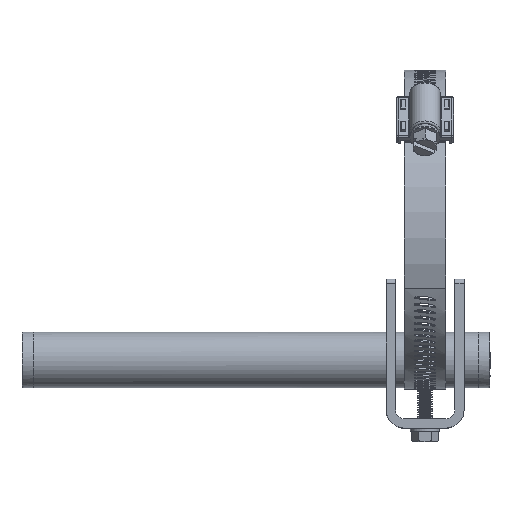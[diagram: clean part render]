
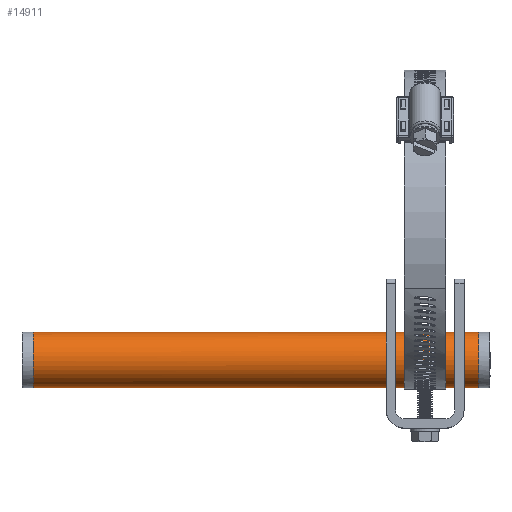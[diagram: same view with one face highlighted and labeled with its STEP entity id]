
A CAD part, top view. The second image highlights one B-rep face of the part: STEP entity #14911.
In plain terms, the highlighted cylindrical face has radius 9.525 mm (diameter 19.05 mm), a full revolution.
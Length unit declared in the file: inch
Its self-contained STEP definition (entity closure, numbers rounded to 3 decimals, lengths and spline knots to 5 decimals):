
#675=LINE('',#35029,#1541);
#677=LINE('',#35036,#1543);
#1541=VECTOR('',#17402,0.3937);
#1543=VECTOR('',#17408,0.3937);
#2416=FACE_BOUND('',#4499,.T.);
#2417=FACE_BOUND('',#4500,.T.);
#2418=FACE_BOUND('',#4501,.T.);
#3487=FACE_OUTER_BOUND('',#4498,.T.);
#4498=EDGE_LOOP('',(#14052,#14053));
#4499=EDGE_LOOP('',(#14054,#14055));
#4500=EDGE_LOOP('',(#14056,#14057,#14058,#14059));
#4501=EDGE_LOOP('',(#14060,#14061));
#4964=CIRCLE('',#15805,0.375);
#4965=CIRCLE('',#15806,0.375);
#4968=CIRCLE('',#15812,0.375);
#4969=CIRCLE('',#15813,0.375);
#5814=B_SPLINE_CURVE_WITH_KNOTS('',3,(#60534,#60535,#60536,#60537,#60538,
#60539,#60540,#60541,#60542,#60543),.UNSPECIFIED.,.F.,.F.,(4,2,2,2,4),(0.,
0.09765,0.1953,0.29293,0.39056),
 .UNSPECIFIED.);
#5815=B_SPLINE_CURVE_WITH_KNOTS('',3,(#60544,#60545,#60546,#60547,#60548,
#60549,#60550,#60551,#60552,#60553,#60554,#60555,#60556,#60557,#60558,#60559,
#60560,#60561,#60562,#60563,#60564,#60565,#60566,#60567,#60568,#60569),
 .UNSPECIFIED.,.F.,.F.,(4,2,2,2,2,2,2,2,2,2,2,2,4),(0.39056,0.48819,
0.58583,0.68348,0.78113,0.87878,
0.97643,1.07406,1.17169,1.26932,1.36695,
1.4646,1.56225),.UNSPECIFIED.);
#6305=VERTEX_POINT('',#27880);
#6777=VERTEX_POINT('',#35028);
#6779=VERTEX_POINT('',#35033);
#6780=VERTEX_POINT('',#35035);
#7330=VERTEX_POINT('',#60482);
#7331=VERTEX_POINT('',#60483);
#7334=VERTEX_POINT('',#60493);
#7335=VERTEX_POINT('',#60494);
#7337=VERTEX_POINT('',#60533);
#8567=EDGE_CURVE('',#6777,#6305,#675,.T.);
#8571=EDGE_CURVE('',#6779,#6780,#677,.T.);
#9569=EDGE_CURVE('',#7330,#7331,#4964,.T.);
#9570=EDGE_CURVE('',#7331,#7330,#4965,.T.);
#9573=EDGE_CURVE('',#7334,#7335,#4968,.T.);
#9574=EDGE_CURVE('',#7335,#7334,#4969,.T.);
#9576=EDGE_CURVE('',#7337,#6777,#5814,.T.);
#9577=EDGE_CURVE('',#6777,#7337,#5815,.T.);
#14052=ORIENTED_EDGE('',*,*,#9570,.F.);
#14053=ORIENTED_EDGE('',*,*,#9569,.F.);
#14054=ORIENTED_EDGE('',*,*,#8571,.T.);
#14055=ORIENTED_EDGE('',*,*,#8571,.F.);
#14056=ORIENTED_EDGE('',*,*,#9576,.T.);
#14057=ORIENTED_EDGE('',*,*,#8567,.T.);
#14058=ORIENTED_EDGE('',*,*,#8567,.F.);
#14059=ORIENTED_EDGE('',*,*,#9577,.T.);
#14060=ORIENTED_EDGE('',*,*,#9573,.F.);
#14061=ORIENTED_EDGE('',*,*,#9574,.F.);
#14158=CYLINDRICAL_SURFACE('',#15816,0.375);
#14911=ADVANCED_FACE('',(#3487,#2416,#2417,#2418),#14158,.T.);
#15805=AXIS2_PLACEMENT_3D('',#60484,#18453,#18454);
#15806=AXIS2_PLACEMENT_3D('',#60485,#18455,#18456);
#15812=AXIS2_PLACEMENT_3D('',#60495,#18467,#18468);
#15813=AXIS2_PLACEMENT_3D('',#60496,#18469,#18470);
#15816=AXIS2_PLACEMENT_3D('',#60571,#18475,#18476);
#17402=DIRECTION('',(1.,0.,0.));
#17408=DIRECTION('',(1.,0.,0.));
#18453=DIRECTION('center_axis',(-1.,0.,0.));
#18454=DIRECTION('ref_axis',(0.,0.895,-0.445));
#18455=DIRECTION('center_axis',(-1.,0.,0.));
#18456=DIRECTION('ref_axis',(0.,0.895,-0.445));
#18467=DIRECTION('center_axis',(1.,0.,0.));
#18468=DIRECTION('ref_axis',(0.,0.895,-0.445));
#18469=DIRECTION('center_axis',(1.,0.,0.));
#18470=DIRECTION('ref_axis',(0.,0.895,-0.445));
#18475=DIRECTION('center_axis',(-1.,0.,0.));
#18476=DIRECTION('ref_axis',(0.,1.,0.));
#27880=CARTESIAN_POINT('',(12.00261,-0.375,0.));
#35028=CARTESIAN_POINT('',(11.82286,-0.375,0.));
#35029=CARTESIAN_POINT('',(11.44011,-0.375,0.));
#35033=CARTESIAN_POINT('',(11.44011,-0.375,0.));
#35035=CARTESIAN_POINT('',(11.58058,-0.375,0.));
#35036=CARTESIAN_POINT('',(11.44011,-0.375,0.));
#60482=CARTESIAN_POINT('',(6.44636,0.16705,0.33574));
#60483=CARTESIAN_POINT('',(6.44636,-0.375,0.));
#60484=CARTESIAN_POINT('Origin',(6.44636,0.,
0.));
#60485=CARTESIAN_POINT('Origin',(6.44636,0.,
0.));
#60493=CARTESIAN_POINT('',(12.44636,-0.16705,-0.33574));
#60494=CARTESIAN_POINT('',(12.44636,-0.375,0.));
#60495=CARTESIAN_POINT('Origin',(12.44636,0.,
0.));
#60496=CARTESIAN_POINT('Origin',(12.44636,0.,
0.));
#60533=CARTESIAN_POINT('',(11.72136,-0.361,0.1015));
#60534=CARTESIAN_POINT('Ctrl Pts',(11.72136,-0.361,
0.1015));
#60535=CARTESIAN_POINT('Ctrl Pts',(11.73417,-0.361,
0.1015));
#60536=CARTESIAN_POINT('Ctrl Pts',(11.7478,-0.36176,
0.09893));
#60537=CARTESIAN_POINT('Ctrl Pts',(11.77278,-0.36444,0.08855));
#60538=CARTESIAN_POINT('Ctrl Pts',(11.78415,-0.36632,
0.08075));
#60539=CARTESIAN_POINT('Ctrl Pts',(11.80211,-0.36982,
0.0628));
#60540=CARTESIAN_POINT('Ctrl Pts',(11.80991,-0.37167,
0.05143));
#60541=CARTESIAN_POINT('Ctrl Pts',(11.82029,-0.37428,
0.02644));
#60542=CARTESIAN_POINT('Ctrl Pts',(11.82286,-0.375,0.01281));
#60543=CARTESIAN_POINT('Ctrl Pts',(11.82286,-0.375,0.));
#60544=CARTESIAN_POINT('Ctrl Pts',(11.82286,-0.375,0.));
#60545=CARTESIAN_POINT('Ctrl Pts',(11.82286,-0.375,-0.01281));
#60546=CARTESIAN_POINT('Ctrl Pts',(11.82029,-0.37428,
-0.02644));
#60547=CARTESIAN_POINT('Ctrl Pts',(11.80991,-0.37167,
-0.05143));
#60548=CARTESIAN_POINT('Ctrl Pts',(11.80211,-0.36982,
-0.0628));
#60549=CARTESIAN_POINT('Ctrl Pts',(11.78415,-0.36632,
-0.08075));
#60550=CARTESIAN_POINT('Ctrl Pts',(11.77278,-0.36444,-0.08855));
#60551=CARTESIAN_POINT('Ctrl Pts',(11.7478,-0.36176,
-0.09893));
#60552=CARTESIAN_POINT('Ctrl Pts',(11.73417,-0.361,
-0.1015));
#60553=CARTESIAN_POINT('Ctrl Pts',(11.70854,-0.361,
-0.1015));
#60554=CARTESIAN_POINT('Ctrl Pts',(11.69492,-0.36176,
-0.09893));
#60555=CARTESIAN_POINT('Ctrl Pts',(11.66993,-0.36444,-0.08855));
#60556=CARTESIAN_POINT('Ctrl Pts',(11.65856,-0.36632,
-0.08075));
#60557=CARTESIAN_POINT('Ctrl Pts',(11.64061,-0.36982,-0.0628));
#60558=CARTESIAN_POINT('Ctrl Pts',(11.63281,-0.37167,
-0.05143));
#60559=CARTESIAN_POINT('Ctrl Pts',(11.62243,-0.37428,
-0.02644));
#60560=CARTESIAN_POINT('Ctrl Pts',(11.61986,-0.375,-0.01281));
#60561=CARTESIAN_POINT('Ctrl Pts',(11.61986,-0.375,0.01281));
#60562=CARTESIAN_POINT('Ctrl Pts',(11.62243,-0.37428,
0.02644));
#60563=CARTESIAN_POINT('Ctrl Pts',(11.63281,-0.37167,
0.05143));
#60564=CARTESIAN_POINT('Ctrl Pts',(11.64061,-0.36982,0.0628));
#60565=CARTESIAN_POINT('Ctrl Pts',(11.65856,-0.36632,
0.08075));
#60566=CARTESIAN_POINT('Ctrl Pts',(11.66993,-0.36444,0.08855));
#60567=CARTESIAN_POINT('Ctrl Pts',(11.69492,-0.36176,
0.09893));
#60568=CARTESIAN_POINT('Ctrl Pts',(11.70854,-0.361,
0.1015));
#60569=CARTESIAN_POINT('Ctrl Pts',(11.72136,-0.361,
0.1015));
#60571=CARTESIAN_POINT('Origin',(12.44636,0.,
0.));
